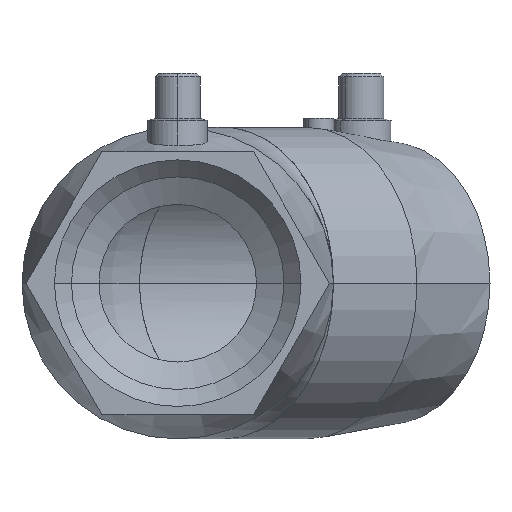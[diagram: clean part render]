
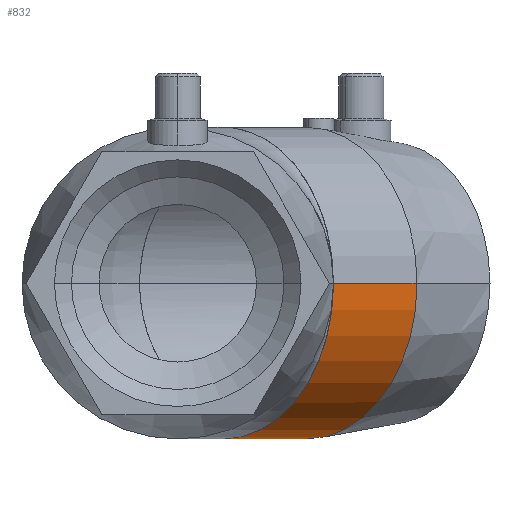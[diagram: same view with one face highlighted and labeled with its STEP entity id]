
A CAD part, left-side view. The second image highlights one B-rep face of the part: STEP entity #832.
In plain terms, the highlighted cylindrical face has radius 41.5 mm (diameter 83 mm), a partial arc.
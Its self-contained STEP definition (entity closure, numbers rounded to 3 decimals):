
#404 = VERTEX_POINT( '', #1154 );
#406 = EDGE_CURVE( '', #1034, #514, #1156, .T. );
#494 = EDGE_CURVE( '', #404, #584, #1253, .T. );
#514 = VERTEX_POINT( '', #1275 );
#546 = EDGE_CURVE( '', #716, #514, #1311, .T. );
#584 = VERTEX_POINT( '', #1354 );
#690 = EDGE_CURVE( '', #1034, #1072, #1474, .T. );
#716 = VERTEX_POINT( '', #1505 );
#756 = EDGE_CURVE( '', #584, #716, #1555, .T. );
#820 = EDGE_CURVE( '', #1072, #404, #1624, .T. );
#832 = ADVANCED_FACE( '', ( #1638 ), #1639, .T. );
#1034 = VERTEX_POINT( '', #1869 );
#1072 = VERTEX_POINT( '', #1913 );
#1154 = CARTESIAN_POINT( '', ( 51.619, 7.071, 0. ) );
#1156 = CIRCLE( '', #1997, 41.5 );
#1253 = LINE( '', #2163, #2164 );
#1275 = CARTESIAN_POINT( '', ( 0.004, 0.004, -41.5 ) );
#1311 = B_SPLINE_CURVE_WITH_KNOTS( '', 3, ( #2252, #2253, #2254, #2255 ), .UNSPECIFIED., .F., .F., ( 4, 4 ), ( -0.944, -0.915 ), .UNSPECIFIED. );
#1354 = CARTESIAN_POINT( '', ( 29.365, 29.325, 0. ) );
#1474 = LINE( '', #2525, #2526 );
#1505 = CARTESIAN_POINT( '', ( 0.024, -0.016, -41.5 ) );
#1555 = CIRCLE( '', #2623, 41.5 );
#1624 = CIRCLE( '', #2753, 41.5 );
#1638 = FACE_OUTER_BOUND( '', #2805, .T. );
#1639 = CYLINDRICAL_SURFACE( '', #2806, 41.5 );
#1869 = CARTESIAN_POINT( '', ( -29.345, -29.345, 0. ) );
#1913 = CARTESIAN_POINT( '', ( -7.071, -51.619, 0. ) );
#1997 = AXIS2_PLACEMENT_3D( '', #3556, #3557, #3558 );
#2163 = CARTESIAN_POINT( '', ( 40.482, 18.208, 0. ) );
#2164 = VECTOR( '', #3673, 1. );
#2252 = CARTESIAN_POINT( '', ( 0.024, -0.016, -41.5 ) );
#2253 = CARTESIAN_POINT( '', ( 0.017, -0.009, -41.5 ) );
#2254 = CARTESIAN_POINT( '', ( 0.011, -0.003, -41.5 ) );
#2255 = CARTESIAN_POINT( '', ( 0.004, 0.004, -41.5 ) );
#2525 = CARTESIAN_POINT( '', ( -18.208, -40.482, 0. ) );
#2526 = VECTOR( '', #3938, 1. );
#2623 = AXIS2_PLACEMENT_3D( '', #4059, #4060, #4061 );
#2753 = AXIS2_PLACEMENT_3D( '', #4121, #4122, #4123 );
#2805 = EDGE_LOOP( '', ( #4145, #4146, #4147, #4148, #4149, #4150 ) );
#2806 = AXIS2_PLACEMENT_3D( '', #4151, #4152, #4153 );
#3556 = CARTESIAN_POINT( '', ( 0., 0., 0. ) );
#3557 = DIRECTION( '', ( 0.707, -0.707, 0. ) );
#3558 = DIRECTION( '', ( -0.707, -0.707, 0. ) );
#3673 = DIRECTION( '', ( -0.707, 0.707, 0. ) );
#3938 = DIRECTION( '', ( 0.707, -0.707, 0. ) );
#4059 = CARTESIAN_POINT( '', ( 0.02, -0.02, 0. ) );
#4060 = DIRECTION( '', ( -0.707, 0.707, 0. ) );
#4061 = DIRECTION( '', ( -0.707, -0.707, 0. ) );
#4121 = CARTESIAN_POINT( '', ( 22.274, -22.274, 0. ) );
#4122 = DIRECTION( '', ( 0.707, -0.707, 0. ) );
#4123 = DIRECTION( '', ( -0.707, -0.707, 0. ) );
#4145 = ORIENTED_EDGE( '', *, *, #690, .F. );
#4146 = ORIENTED_EDGE( '', *, *, #406, .T. );
#4147 = ORIENTED_EDGE( '', *, *, #546, .F. );
#4148 = ORIENTED_EDGE( '', *, *, #756, .F. );
#4149 = ORIENTED_EDGE( '', *, *, #494, .F. );
#4150 = ORIENTED_EDGE( '', *, *, #820, .F. );
#4151 = CARTESIAN_POINT( '', ( 11.137, -11.137, 0. ) );
#4152 = DIRECTION( '', ( -0.707, 0.707, 0. ) );
#4153 = DIRECTION( '', ( -0.707, -0.707, 0. ) );
